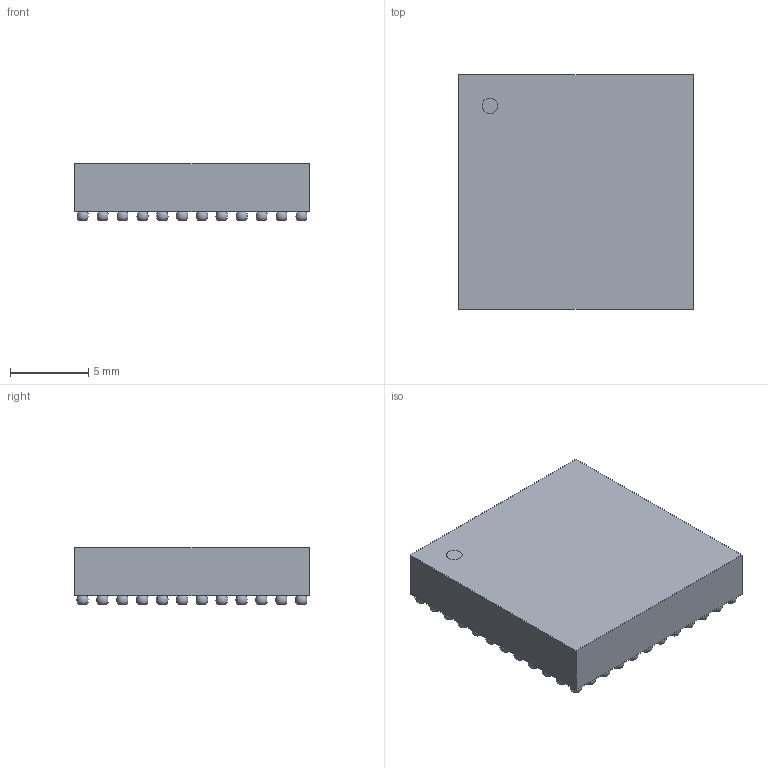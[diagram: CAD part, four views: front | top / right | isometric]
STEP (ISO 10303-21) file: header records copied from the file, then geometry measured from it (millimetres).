
FILE_DESCRIPTION(/* description */ (''),/* implementation_level */ '2;1');
FILE_NAME(/* name */ 'BGA118C127P12X12_1500X1500X362.stp',/* time_stamp */ '2017-08-29T09:19:51+02:00',/* author */ ('jchouvet'),/* organization */ (''),/* preprocessor_version */ 'ST-DEVELOPER v16.1',/* originating_system */ 'AutoCAD Mechanical',/* authorisation */ '');
FILE_SCHEMA (('AUTOMOTIVE_DESIGN { 1 0 10303 214 3 1 1 }'));
Length unit declared in the file: millimetre
Products named in the file (1): Product
Bounding box: 15 x 15 x 3.62 mm (x, y, z)
Volume: 714.3 mm3; surface area: 837.2 mm2
Topology: 120 solids, 120 shells, 365 faces, 490 edges, 366 vertices
Faces by surface type: plane 245, sphere 118, cylinder 2
Full cylindrical faces by diameter (mm): 1 x2
Entity records: 6066 total; most frequent: DIRECTION 1224, CARTESIAN_POINT 866, AXIS2_PLACEMENT_3D 606, ORIENTED_EDGE 504, EDGE_LOOP 486, FACE_OUTER_BOUND 365, ADVANCED_FACE 365, EDGE_CURVE 252
